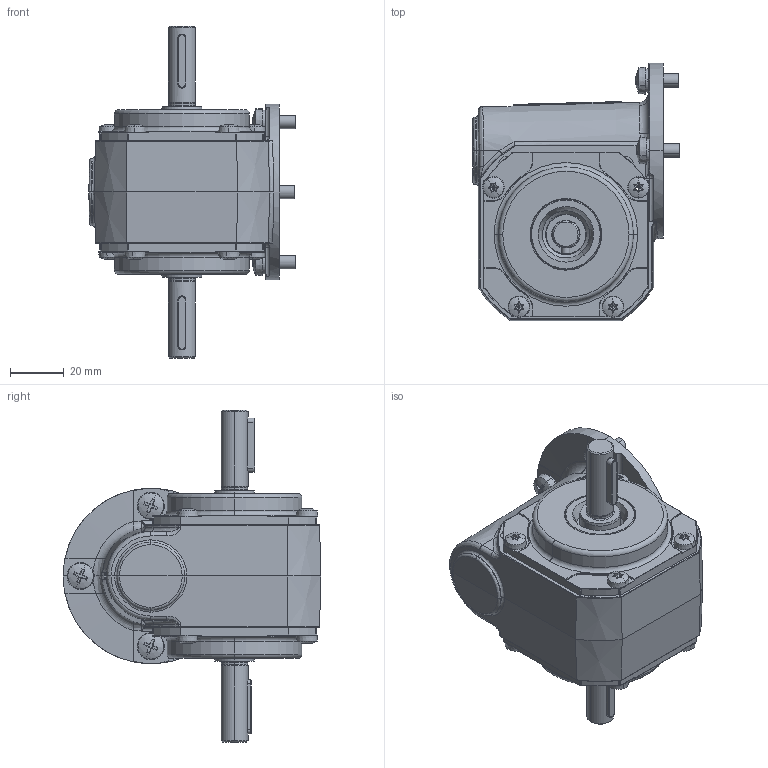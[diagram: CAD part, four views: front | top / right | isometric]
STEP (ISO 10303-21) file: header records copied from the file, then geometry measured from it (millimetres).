
FILE_DESCRIPTION (( 'STEP AP203' ), '1' );
FILE_NAME ('VE31-D-B-2.STEP', '2014-02-27T13:27:36', ( 'kob' ), ( 'Microsoft' ), 'SwSTEP 2.0', 'SolidWorks 2012', '' );
FILE_SCHEMA (( 'CONFIG_CONTROL_DESIGN' ));
Length unit declared in the file: millimetre
Products named in the file (1): VE31-D-B-2
Bounding box: 76.47 x 95.5 x 123 mm (x, y, z)
Surface area: 40054.4 mm2 (no closed solid volume)
Topology: 0 solids, 30 shells, 829 faces, 2377 edges, 1494 vertices
Faces by surface type: plane 324, cylinder 247, torus 94, cone 84, bspline 52, sphere 28
Entity records: 30121 total; most frequent: CARTESIAN_POINT 9140, DIRECTION 4595, ORIENTED_EDGE 3924, EDGE_CURVE 2364, AXIS2_PLACEMENT_3D 1775, VERTEX_POINT 1494, VECTOR 1045, LINE 1045
